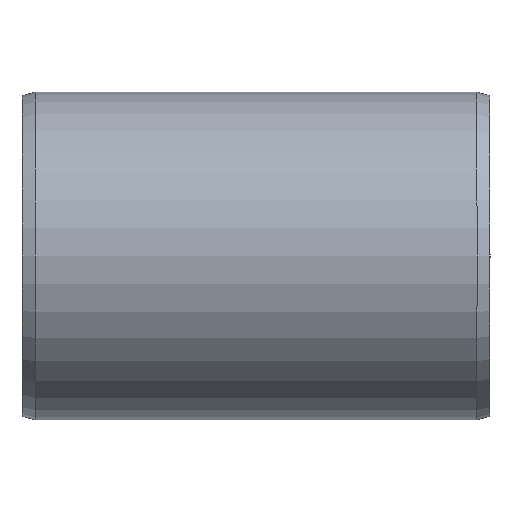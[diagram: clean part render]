
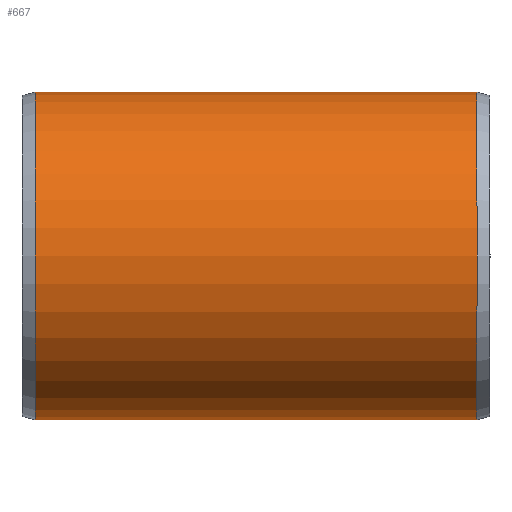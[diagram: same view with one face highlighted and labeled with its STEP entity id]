
A CAD part, left-side view. The second image highlights one B-rep face of the part: STEP entity #667.
In plain terms, the highlighted cylindrical face has radius 315 mm (diameter 630 mm), a full revolution.
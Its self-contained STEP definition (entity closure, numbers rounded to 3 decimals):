
#53=LINE('',#1398,#75);
#54=LINE('',#1400,#76);
#75=VECTOR('',#859,315.);
#76=VECTOR('',#860,315.);
#97=CYLINDRICAL_SURFACE('',#733,315.);
#109=FACE_OUTER_BOUND('',#151,.T.);
#151=EDGE_LOOP('',(#466,#467,#468,#469,#470,#471,#472,#473,#474));
#200=B_SPLINE_CURVE_WITH_KNOTS('',3,(#1352,#1353,#1354,#1355,#1356,#1357,
#1358,#1359,#1360),.UNSPECIFIED.,.F.,.F.,(4,1,1,1,1,1,4),(-73.996,
-71.354,-68.711,-66.068,-63.426,
-59.902,-57.265),.UNSPECIFIED.);
#201=B_SPLINE_CURVE_WITH_KNOTS('',3,(#1362,#1363,#1364,#1365,#1366,#1367,
#1368,#1369,#1370,#1371,#1372,#1373,#1374,#1375,#1376,#1377,#1378),
 .UNSPECIFIED.,.F.,.F.,(4,1,1,1,1,1,1,1,1,1,1,1,1,1,4),(-57.265,
-56.378,-52.855,-49.331,-45.807,
-42.284,-38.76,-35.236,-31.713,
-28.189,-26.427,-24.665,-22.316,
-21.142,-20.267),.UNSPECIFIED.);
#202=B_SPLINE_CURVE_WITH_KNOTS('',3,(#1379,#1380,#1381,#1382,#1383,#1384,
#1385,#1386,#1387,#1388,#1389,#1390),.UNSPECIFIED.,.F.,.F.,(4,1,1,1,1,1,
1,1,1,4),(-20.267,-19.38,-17.618,-15.856,
-13.214,-10.571,-7.928,-5.285,
-2.643,0.),.UNSPECIFIED.);
#208=CIRCLE('',#734,315.);
#209=CIRCLE('',#735,315.);
#281=VERTEX_POINT('',#1313);
#284=VERTEX_POINT('',#1351);
#285=VERTEX_POINT('',#1361);
#287=VERTEX_POINT('',#1396);
#288=VERTEX_POINT('',#1399);
#352=EDGE_CURVE('',#281,#284,#200,.T.);
#353=EDGE_CURVE('',#284,#285,#201,.T.);
#354=EDGE_CURVE('',#285,#281,#202,.T.);
#357=EDGE_CURVE('',#287,#287,#208,.T.);
#358=EDGE_CURVE('',#287,#285,#53,.T.);
#359=EDGE_CURVE('',#284,#288,#54,.T.);
#360=EDGE_CURVE('',#288,#288,#209,.T.);
#466=ORIENTED_EDGE('',*,*,#357,.F.);
#467=ORIENTED_EDGE('',*,*,#358,.T.);
#468=ORIENTED_EDGE('',*,*,#353,.F.);
#469=ORIENTED_EDGE('',*,*,#359,.T.);
#470=ORIENTED_EDGE('',*,*,#360,.T.);
#471=ORIENTED_EDGE('',*,*,#359,.F.);
#472=ORIENTED_EDGE('',*,*,#352,.F.);
#473=ORIENTED_EDGE('',*,*,#354,.F.);
#474=ORIENTED_EDGE('',*,*,#358,.F.);
#667=ADVANCED_FACE('',(#109),#97,.T.);
#733=AXIS2_PLACEMENT_3D('',#1395,#855,#856);
#734=AXIS2_PLACEMENT_3D('',#1397,#857,#858);
#735=AXIS2_PLACEMENT_3D('',#1401,#861,#862);
#855=DIRECTION('center_axis',(0.,1.,0.));
#856=DIRECTION('ref_axis',(-1.,0.,0.));
#857=DIRECTION('center_axis',(0.,1.,0.));
#858=DIRECTION('ref_axis',(1.,0.,0.));
#859=DIRECTION('',(0.,-1.,0.));
#860=DIRECTION('',(0.,-1.,0.));
#861=DIRECTION('center_axis',(0.,1.,0.));
#862=DIRECTION('ref_axis',(1.,0.,0.));
#1313=CARTESIAN_POINT('',(297.589,296.287,103.274));
#1351=CARTESIAN_POINT('',(315.,171.508,-0.002));
#1352=CARTESIAN_POINT('Ctrl Pts',(297.589,296.287,103.274));
#1353=CARTESIAN_POINT('Ctrl Pts',(297.685,286.677,103.));
#1354=CARTESIAN_POINT('Ctrl Pts',(298.342,267.493,101.114));
#1355=CARTESIAN_POINT('Ctrl Pts',(300.841,239.656,93.577));
#1356=CARTESIAN_POINT('Ctrl Pts',(304.678,214.118,80.522));
#1357=CARTESIAN_POINT('Ctrl Pts',(309.691,190.374,59.491));
#1358=CARTESIAN_POINT('Ctrl Pts',(313.989,174.855,31.515));
#1359=CARTESIAN_POINT('Ctrl Pts',(314.993,171.513,9.442));
#1360=CARTESIAN_POINT('Ctrl Pts',(315.,171.508,-0.002));
#1361=CARTESIAN_POINT('',(314.999,468.487,0.003));
#1362=CARTESIAN_POINT('Ctrl Pts',(315.,171.508,-0.002));
#1363=CARTESIAN_POINT('Ctrl Pts',(315.003,171.506,-3.18));
#1364=CARTESIAN_POINT('Ctrl Pts',(314.778,172.299,-18.977));
#1365=CARTESIAN_POINT('Ctrl Pts',(312.154,180.983,-46.596));
#1366=CARTESIAN_POINT('Ctrl Pts',(306.084,205.896,-75.737));
#1367=CARTESIAN_POINT('Ctrl Pts',(300.638,239.507,-94.343));
#1368=CARTESIAN_POINT('Ctrl Pts',(297.644,277.101,-103.132));
#1369=CARTESIAN_POINT('Ctrl Pts',(297.327,315.724,-104.023));
#1370=CARTESIAN_POINT('Ctrl Pts',(299.258,353.852,-98.464));
#1371=CARTESIAN_POINT('Ctrl Pts',(302.842,390.475,-87.075));
#1372=CARTESIAN_POINT('Ctrl Pts',(306.685,418.831,-72.544));
#1373=CARTESIAN_POINT('Ctrl Pts',(309.845,439.041,-57.227));
#1374=CARTESIAN_POINT('Ctrl Pts',(312.329,453.79,-42.138));
#1375=CARTESIAN_POINT('Ctrl Pts',(314.122,463.74,-25.763));
#1376=CARTESIAN_POINT('Ctrl Pts',(314.892,467.908,-10.47));
#1377=CARTESIAN_POINT('Ctrl Pts',(314.999,468.487,-3.129));
#1378=CARTESIAN_POINT('Ctrl Pts',(314.999,468.486,0.003));
#1379=CARTESIAN_POINT('Ctrl Pts',(314.999,468.486,0.003));
#1380=CARTESIAN_POINT('Ctrl Pts',(314.999,468.486,3.181));
#1381=CARTESIAN_POINT('Ctrl Pts',(314.858,467.724,12.666));
#1382=CARTESIAN_POINT('Ctrl Pts',(313.926,462.681,27.822));
#1383=CARTESIAN_POINT('Ctrl Pts',(311.753,450.478,46.396));
#1384=CARTESIAN_POINT('Ctrl Pts',(308.652,431.845,63.713));
#1385=CARTESIAN_POINT('Ctrl Pts',(305.095,407.538,78.753));
#1386=CARTESIAN_POINT('Ctrl Pts',(301.898,381.227,90.085));
#1387=CARTESIAN_POINT('Ctrl Pts',(299.368,353.609,98.072));
#1388=CARTESIAN_POINT('Ctrl Pts',(297.77,325.152,102.764));
#1389=CARTESIAN_POINT('Ctrl Pts',(297.494,305.897,103.549));
#1390=CARTESIAN_POINT('Ctrl Pts',(297.589,296.287,103.274));
#1395=CARTESIAN_POINT('Origin',(0.,321.512,
0.));
#1396=CARTESIAN_POINT('',(315.,746.512,0.));
#1397=CARTESIAN_POINT('Origin',(0.,746.512,
0.));
#1398=CARTESIAN_POINT('',(315.,321.512,0.));
#1399=CARTESIAN_POINT('',(315.,-103.488,0.));
#1400=CARTESIAN_POINT('',(315.,321.512,0.));
#1401=CARTESIAN_POINT('Origin',(0.,-103.488,
0.));
